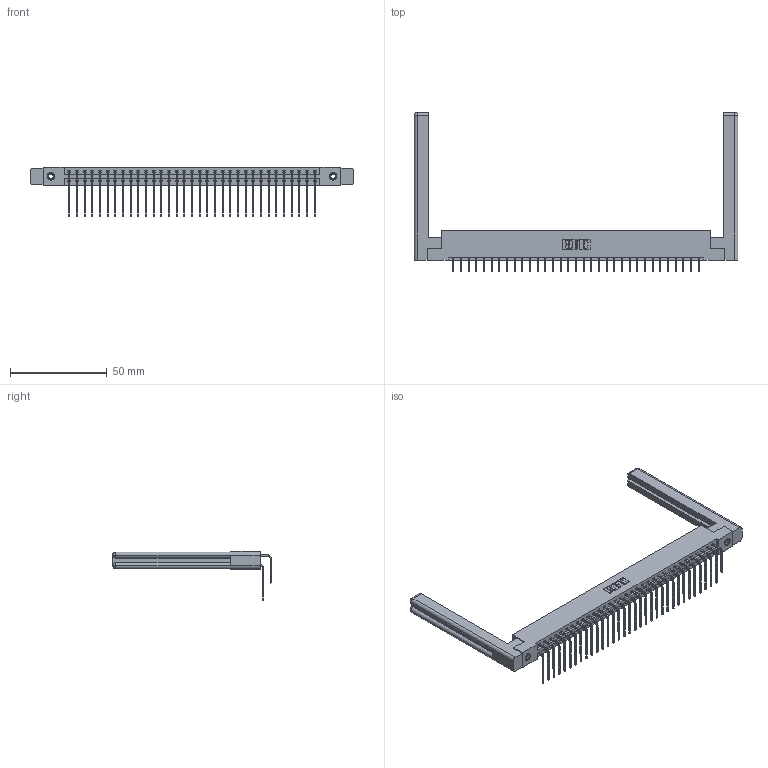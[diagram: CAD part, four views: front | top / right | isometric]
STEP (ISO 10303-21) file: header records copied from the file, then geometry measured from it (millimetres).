
FILE_DESCRIPTION (( 'STEP AP203' ), '1' );
FILE_NAME ('337-066-559-258.STEP', '2019-10-09T23:42:35', ( '' ), ( '' ), 'SwSTEP 2.0', 'SolidWorks 2016', '' );
FILE_SCHEMA (( 'CONFIG_CONTROL_DESIGN' ));
Length unit declared in the file: inch
Products named in the file (6): 345-250-001_345-250-001-102; 307-220-058; 337 Part_Flush Mounting Lugs - 0.156 Dia-TI; 345-292-001_559 Tail - 2; 345-292-001_558 559 Tail - 1; 337-066-559-258
Assembly tree (71 placements, depth 2):
  337-066-559-258
    337 Part_Flush Mounting Lugs - 0.156 Dia-TI
    345-292-001_558 559 Tail - 1  x33
    345-292-001_559 Tail - 2  x33
    345-250-001_345-250-001-102  x2
    307-220-058  x2
Bounding box: 167.39 x 81.98 x 25.53 mm (x, y, z)
Volume: 25043.7 mm3; surface area: 27108.7 mm2
Topology: 71 solids, 71 shells, 3952 faces, 11687 edges, 7690 vertices
Faces by surface type: plane 2794, cylinder 1134, cone 12, torus 12
Entity records: 31168 total; most frequent: CARTESIAN_POINT 5312, ORIENTED_EDGE 5136, DIRECTION 4532, EDGE_CURVE 2568, LINE 2352, VECTOR 2352, VERTEX_POINT 1702, AXIS2_PLACEMENT_3D 1090
